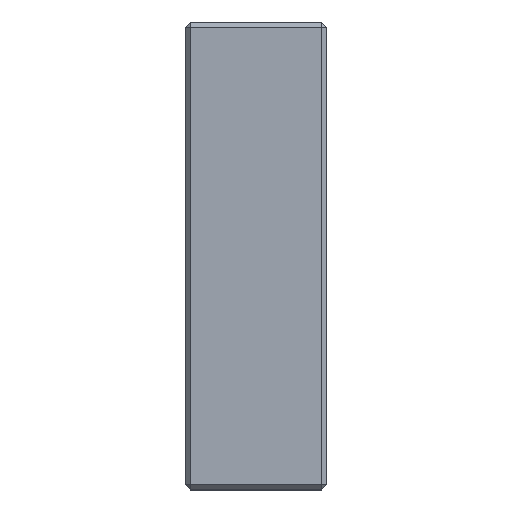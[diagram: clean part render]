
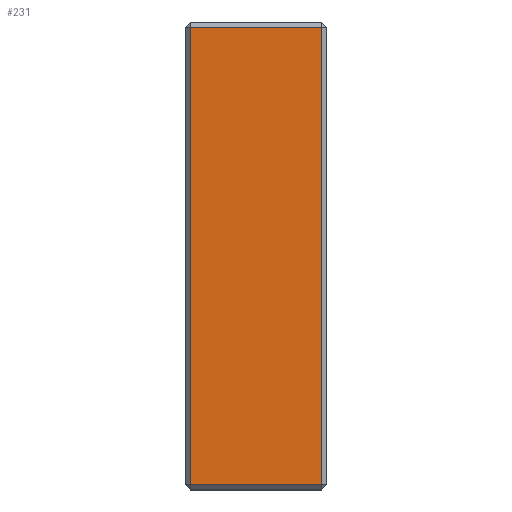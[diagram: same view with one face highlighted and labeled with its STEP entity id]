
A CAD part, left-side view. The second image highlights one B-rep face of the part: STEP entity #231.
In plain terms, the highlighted planar face has unit normal (-1, 0, 0).
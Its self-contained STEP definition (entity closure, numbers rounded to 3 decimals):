
#92 = CARTESIAN_POINT ( 'NONE',  ( -460., 26.5, 85.5 ) ) ;
#183 = EDGE_CURVE ( 'NONE', #349, #988, #555, .T. ) ;
#222 = DIRECTION ( 'NONE',  ( 0., 0., 1. ) ) ;
#231 = ADVANCED_FACE ( 'NONE', ( #1707 ), #2030, .F. ) ;
#349 = VERTEX_POINT ( 'NONE', #701 ) ;
#555 = LINE ( 'NONE', #1591, #1959 ) ;
#583 = VECTOR ( 'NONE', #2432, 1000. ) ;
#701 = CARTESIAN_POINT ( 'NONE',  ( -460., 24.5, -85.5 ) ) ;
#811 = CARTESIAN_POINT ( 'NONE',  ( -460., 24.5, -87.5 ) ) ;
#930 = VECTOR ( 'NONE', #222, 1000. ) ;
#940 = ORIENTED_EDGE ( 'NONE', *, *, #2308, .T. ) ;
#988 = VERTEX_POINT ( 'NONE', #2277 ) ;
#1065 = CARTESIAN_POINT ( 'NONE',  ( -460., -24.5, 87.5 ) ) ;
#1081 = LINE ( 'NONE', #811, #583 ) ;
#1113 = DIRECTION ( 'NONE',  ( 0., 0., -1. ) ) ;
#1268 = VERTEX_POINT ( 'NONE', #2394 ) ;
#1316 = DIRECTION ( 'NONE',  ( 1., 0., 0. ) ) ;
#1515 = ORIENTED_EDGE ( 'NONE', *, *, #183, .T. ) ;
#1591 = CARTESIAN_POINT ( 'NONE',  ( -460., 26.5, -85.5 ) ) ;
#1622 = AXIS2_PLACEMENT_3D ( 'NONE', #2190, #1316, #1113 ) ;
#1660 = VERTEX_POINT ( 'NONE', #1676 ) ;
#1676 = CARTESIAN_POINT ( 'NONE',  ( -460., 24.5, 85.5 ) ) ;
#1707 = FACE_OUTER_BOUND ( 'NONE', #2307, .T. ) ;
#1728 = ORIENTED_EDGE ( 'NONE', *, *, #2389, .T. ) ;
#1754 = EDGE_CURVE ( 'NONE', #1268, #1660, #2284, .T. ) ;
#1795 = DIRECTION ( 'NONE',  ( 0., 1., 0. ) ) ;
#1901 = DIRECTION ( 'NONE',  ( 0., -1., 0. ) ) ;
#1933 = LINE ( 'NONE', #1065, #930 ) ;
#1959 = VECTOR ( 'NONE', #1901, 1000. ) ;
#2030 = PLANE ( 'NONE',  #1622 ) ;
#2035 = VECTOR ( 'NONE', #1795, 1000. ) ;
#2190 = CARTESIAN_POINT ( 'NONE',  ( -460., 26.5, 87.5 ) ) ;
#2265 = ORIENTED_EDGE ( 'NONE', *, *, #1754, .T. ) ;
#2277 = CARTESIAN_POINT ( 'NONE',  ( -460., -24.5, -85.5 ) ) ;
#2284 = LINE ( 'NONE', #92, #2035 ) ;
#2307 = EDGE_LOOP ( 'NONE', ( #2265, #1728, #1515, #940 ) ) ;
#2308 = EDGE_CURVE ( 'NONE', #988, #1268, #1933, .T. ) ;
#2389 = EDGE_CURVE ( 'NONE', #1660, #349, #1081, .T. ) ;
#2394 = CARTESIAN_POINT ( 'NONE',  ( -460., -24.5, 85.5 ) ) ;
#2432 = DIRECTION ( 'NONE',  ( 0., 0., -1. ) ) ;
